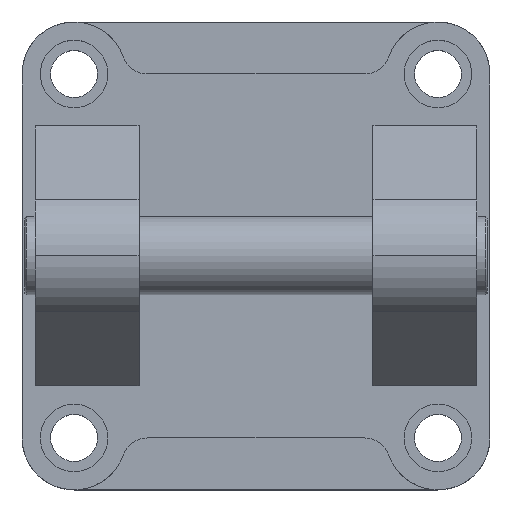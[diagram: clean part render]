
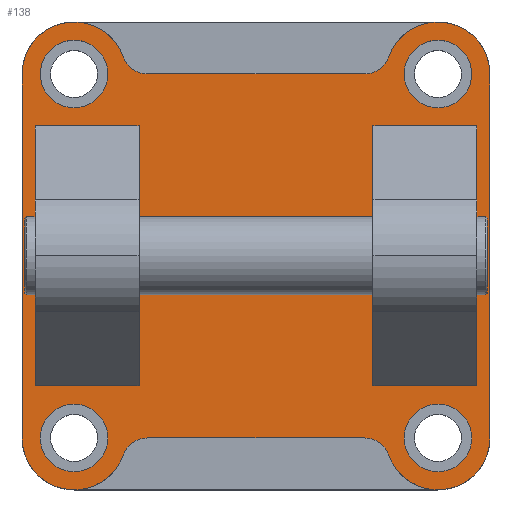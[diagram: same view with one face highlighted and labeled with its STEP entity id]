
A CAD part, top view. The second image highlights one B-rep face of the part: STEP entity #138.
In plain terms, the highlighted planar face has unit normal (0, 0, 1).
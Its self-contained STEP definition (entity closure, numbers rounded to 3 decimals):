
#138=ADVANCED_FACE('',(#275,#276,#277,#278,#279,#280,#281),#282,.T.);
#275=FACE_BOUND('',#424,.T.);
#276=FACE_BOUND('',#425,.T.);
#277=FACE_BOUND('',#426,.T.);
#278=FACE_BOUND('',#427,.T.);
#279=FACE_BOUND('',#428,.T.);
#280=FACE_BOUND('',#429,.T.);
#281=FACE_OUTER_BOUND('',#430,.T.);
#282=PLANE('',#431);
#424=EDGE_LOOP('',(#898,#899,#900,#901));
#425=EDGE_LOOP('',(#902,#903,#904,#905));
#426=EDGE_LOOP('',(#906,#907));
#427=EDGE_LOOP('',(#908,#909));
#428=EDGE_LOOP('',(#910,#911));
#429=EDGE_LOOP('',(#912,#913));
#430=EDGE_LOOP('',(#914,#915,#916,#917,#918,#919,#920,#921,#922,#923,#924,#925));
#431=AXIS2_PLACEMENT_3D('',#926,#927,#928);
#898=ORIENTED_EDGE('',*,*,#1027,.T.);
#899=ORIENTED_EDGE('',*,*,#1029,.T.);
#900=ORIENTED_EDGE('',*,*,#1022,.T.);
#901=ORIENTED_EDGE('',*,*,#1030,.T.);
#902=ORIENTED_EDGE('',*,*,#1038,.T.);
#903=ORIENTED_EDGE('',*,*,#1040,.T.);
#904=ORIENTED_EDGE('',*,*,#1033,.T.);
#905=ORIENTED_EDGE('',*,*,#1041,.T.);
#906=ORIENTED_EDGE('',*,*,#983,.T.);
#907=ORIENTED_EDGE('',*,*,#1044,.T.);
#908=ORIENTED_EDGE('',*,*,#975,.T.);
#909=ORIENTED_EDGE('',*,*,#1048,.T.);
#910=ORIENTED_EDGE('',*,*,#967,.T.);
#911=ORIENTED_EDGE('',*,*,#1052,.T.);
#912=ORIENTED_EDGE('',*,*,#959,.T.);
#913=ORIENTED_EDGE('',*,*,#1056,.T.);
#914=ORIENTED_EDGE('',*,*,#1094,.F.);
#915=ORIENTED_EDGE('',*,*,#1097,.F.);
#916=ORIENTED_EDGE('',*,*,#1107,.F.);
#917=ORIENTED_EDGE('',*,*,#1103,.F.);
#918=ORIENTED_EDGE('',*,*,#1101,.F.);
#919=ORIENTED_EDGE('',*,*,#1099,.F.);
#920=ORIENTED_EDGE('',*,*,#1079,.F.);
#921=ORIENTED_EDGE('',*,*,#1083,.F.);
#922=ORIENTED_EDGE('',*,*,#1086,.F.);
#923=ORIENTED_EDGE('',*,*,#1092,.F.);
#924=ORIENTED_EDGE('',*,*,#1098,.F.);
#925=ORIENTED_EDGE('',*,*,#1088,.F.);
#926=CARTESIAN_POINT('',(0.0,0.,20.0));
#927=DIRECTION('',(0.0,0.0,1.0));
#928=DIRECTION('',(1.0,0.0,0.0));
#959=EDGE_CURVE('',#1127,#1124,#1128,.T.);
#967=EDGE_CURVE('',#1143,#1140,#1144,.T.);
#975=EDGE_CURVE('',#1159,#1156,#1160,.T.);
#983=EDGE_CURVE('',#1175,#1172,#1176,.T.);
#1022=EDGE_CURVE('',#1238,#1240,#1242,.T.);
#1027=EDGE_CURVE('',#1250,#1248,#1251,.T.);
#1029=EDGE_CURVE('',#1248,#1238,#1253,.T.);
#1030=EDGE_CURVE('',#1240,#1250,#1254,.T.);
#1033=EDGE_CURVE('',#1255,#1257,#1259,.T.);
#1038=EDGE_CURVE('',#1267,#1265,#1268,.T.);
#1040=EDGE_CURVE('',#1265,#1255,#1270,.T.);
#1041=EDGE_CURVE('',#1257,#1267,#1271,.T.);
#1044=EDGE_CURVE('',#1172,#1175,#1274,.T.);
#1048=EDGE_CURVE('',#1156,#1159,#1278,.T.);
#1052=EDGE_CURVE('',#1140,#1143,#1282,.T.);
#1056=EDGE_CURVE('',#1124,#1127,#1286,.T.);
#1079=EDGE_CURVE('',#1324,#1326,#1327,.T.);
#1083=EDGE_CURVE('',#1331,#1324,#1333,.T.);
#1086=EDGE_CURVE('',#1336,#1331,#1338,.T.);
#1088=EDGE_CURVE('',#1339,#1341,#1342,.T.);
#1092=EDGE_CURVE('',#1345,#1336,#1347,.T.);
#1094=EDGE_CURVE('',#1348,#1339,#1350,.T.);
#1097=EDGE_CURVE('',#1353,#1348,#1355,.T.);
#1098=EDGE_CURVE('',#1341,#1345,#1356,.T.);
#1099=EDGE_CURVE('',#1326,#1357,#1358,.T.);
#1101=EDGE_CURVE('',#1357,#1360,#1361,.T.);
#1103=EDGE_CURVE('',#1360,#1363,#1364,.T.);
#1107=EDGE_CURVE('',#1363,#1353,#1369,.T.);
#1124=VERTEX_POINT('',#1390);
#1127=VERTEX_POINT('',#1394);
#1128=CIRCLE('',#1395,13.0);
#1140=VERTEX_POINT('',#1410);
#1143=VERTEX_POINT('',#1414);
#1144=CIRCLE('',#1415,13.0);
#1156=VERTEX_POINT('',#1430);
#1159=VERTEX_POINT('',#1434);
#1160=CIRCLE('',#1435,13.0);
#1172=VERTEX_POINT('',#1450);
#1175=VERTEX_POINT('',#1454);
#1176=CIRCLE('',#1455,13.0);
#1238=VERTEX_POINT('',#1532);
#1240=VERTEX_POINT('',#1535);
#1242=LINE('',#1538,#1539);
#1248=VERTEX_POINT('',#1546);
#1250=VERTEX_POINT('',#1549);
#1251=LINE('',#1550,#1551);
#1253=LINE('',#1554,#1555);
#1254=LINE('',#1556,#1557);
#1255=VERTEX_POINT('',#1558);
#1257=VERTEX_POINT('',#1561);
#1259=LINE('',#1564,#1565);
#1265=VERTEX_POINT('',#1572);
#1267=VERTEX_POINT('',#1575);
#1268=LINE('',#1576,#1577);
#1270=LINE('',#1580,#1581);
#1271=LINE('',#1582,#1583);
#1274=CIRCLE('',#1586,13.0);
#1278=CIRCLE('',#1590,13.0);
#1282=CIRCLE('',#1594,13.0);
#1286=CIRCLE('',#1598,13.0);
#1324=VERTEX_POINT('',#1646);
#1326=VERTEX_POINT('',#1649);
#1327=CIRCLE('',#1650,10.0);
#1331=VERTEX_POINT('',#1655);
#1333=CIRCLE('',#1658,20.0);
#1336=VERTEX_POINT('',#1662);
#1338=LINE('',#1665,#1666);
#1339=VERTEX_POINT('',#1667);
#1341=VERTEX_POINT('',#1670);
#1342=LINE('',#1671,#1672);
#1345=VERTEX_POINT('',#1676);
#1347=CIRCLE('',#1679,20.0);
#1348=VERTEX_POINT('',#1680);
#1350=CIRCLE('',#1683,10.0);
#1353=VERTEX_POINT('',#1686);
#1355=CIRCLE('',#1689,20.0);
#1356=CIRCLE('',#1690,10.0);
#1357=VERTEX_POINT('',#1691);
#1358=LINE('',#1692,#1693);
#1360=VERTEX_POINT('',#1696);
#1361=CIRCLE('',#1697,10.0);
#1363=VERTEX_POINT('',#1700);
#1364=CIRCLE('',#1701,20.0);
#1369=LINE('',#1708,#1709);
#1390=CARTESIAN_POINT('',(-57.0,-70.0,20.0));
#1394=CARTESIAN_POINT('',(-83.0,-70.0,20.0));
#1395=AXIS2_PLACEMENT_3D('',#1727,#1728,#1729);
#1410=CARTESIAN_POINT('',(-57.0,70.0,20.0));
#1414=CARTESIAN_POINT('',(-83.0,70.0,20.0));
#1415=AXIS2_PLACEMENT_3D('',#1743,#1744,#1745);
#1430=CARTESIAN_POINT('',(83.0,-70.0,20.0));
#1434=CARTESIAN_POINT('',(57.0,-70.0,20.0));
#1435=AXIS2_PLACEMENT_3D('',#1759,#1760,#1761);
#1450=CARTESIAN_POINT('',(83.0,70.0,20.0));
#1454=CARTESIAN_POINT('',(57.0,70.0,20.0));
#1455=AXIS2_PLACEMENT_3D('',#1775,#1776,#1777);
#1532=CARTESIAN_POINT('',(85.0,-50.0,20.0));
#1535=CARTESIAN_POINT('',(45.0,-50.0,20.0));
#1538=CARTESIAN_POINT('',(22.5,-50.0,20.0));
#1539=VECTOR('',#1858,1.0);
#1546=CARTESIAN_POINT('',(85.0,50.0,20.0));
#1549=CARTESIAN_POINT('',(45.0,50.0,20.0));
#1550=CARTESIAN_POINT('',(22.5,50.0,20.0));
#1551=VECTOR('',#1867,1.0);
#1554=CARTESIAN_POINT('',(85.0,0.,20.0));
#1555=VECTOR('',#1869,1.0);
#1556=CARTESIAN_POINT('',(45.0,0.,20.0));
#1557=VECTOR('',#1870,1.0);
#1558=CARTESIAN_POINT('',(-85.0,50.0,20.0));
#1561=CARTESIAN_POINT('',(-45.0,50.0,20.0));
#1564=CARTESIAN_POINT('',(-22.5,50.0,20.0));
#1565=VECTOR('',#1873,1.0);
#1572=CARTESIAN_POINT('',(-85.0,-50.0,20.0));
#1575=CARTESIAN_POINT('',(-45.0,-50.0,20.0));
#1576=CARTESIAN_POINT('',(-22.5,-50.0,20.0));
#1577=VECTOR('',#1882,1.0);
#1580=CARTESIAN_POINT('',(-85.0,0.0,20.0));
#1581=VECTOR('',#1884,1.0);
#1582=CARTESIAN_POINT('',(-45.0,0.0,20.0));
#1583=VECTOR('',#1885,1.0);
#1586=AXIS2_PLACEMENT_3D('',#1892,#1893,#1894);
#1590=AXIS2_PLACEMENT_3D('',#1904,#1905,#1906);
#1594=AXIS2_PLACEMENT_3D('',#1916,#1917,#1918);
#1598=AXIS2_PLACEMENT_3D('',#1928,#1929,#1930);
#1646=CARTESIAN_POINT('',(51.144,-76.667,20.0));
#1649=CARTESIAN_POINT('',(41.716,-70.0,20.0));
#1650=AXIS2_PLACEMENT_3D('',#1975,#1976,#1977);
#1655=CARTESIAN_POINT('',(90.0,-70.0,20.0));
#1658=AXIS2_PLACEMENT_3D('',#1983,#1984,#1985);
#1662=CARTESIAN_POINT('',(90.0,70.0,20.0));
#1665=CARTESIAN_POINT('',(90.0,70.0,20.0));
#1666=VECTOR('',#1988,1.0);
#1667=CARTESIAN_POINT('',(-41.716,70.0,20.0));
#1670=CARTESIAN_POINT('',(41.716,70.0,20.0));
#1671=CARTESIAN_POINT('',(-41.716,70.0,20.0));
#1672=VECTOR('',#1990,1.0);
#1676=CARTESIAN_POINT('',(51.144,76.667,20.0));
#1679=AXIS2_PLACEMENT_3D('',#1996,#1997,#1998);
#1680=CARTESIAN_POINT('',(-51.144,76.667,20.0));
#1683=AXIS2_PLACEMENT_3D('',#2000,#2001,#2002);
#1686=CARTESIAN_POINT('',(-90.0,70.0,20.0));
#1689=AXIS2_PLACEMENT_3D('',#2007,#2008,#2009);
#1690=AXIS2_PLACEMENT_3D('',#2010,#2011,#2012);
#1691=CARTESIAN_POINT('',(-41.716,-70.0,20.0));
#1692=CARTESIAN_POINT('',(41.716,-70.0,20.0));
#1693=VECTOR('',#2013,1.0);
#1696=CARTESIAN_POINT('',(-51.144,-76.667,20.0));
#1697=AXIS2_PLACEMENT_3D('',#2015,#2016,#2017);
#1700=CARTESIAN_POINT('',(-90.0,-70.0,20.0));
#1701=AXIS2_PLACEMENT_3D('',#2019,#2020,#2021);
#1708=CARTESIAN_POINT('',(-90.0,-70.0,20.0));
#1709=VECTOR('',#2027,1.0);
#1727=CARTESIAN_POINT('',(-70.0,-70.0,20.0));
#1728=DIRECTION('',(0.0,0.0,-1.0));
#1729=DIRECTION('',(1.0,0.0,0.0));
#1743=CARTESIAN_POINT('',(-70.0,70.0,20.0));
#1744=DIRECTION('',(0.0,0.0,-1.0));
#1745=DIRECTION('',(1.0,0.0,0.0));
#1759=CARTESIAN_POINT('',(70.0,-70.0,20.0));
#1760=DIRECTION('',(0.0,0.0,-1.0));
#1761=DIRECTION('',(1.0,0.0,0.0));
#1775=CARTESIAN_POINT('',(70.0,70.0,20.0));
#1776=DIRECTION('',(0.0,0.0,-1.0));
#1777=DIRECTION('',(1.0,0.0,0.0));
#1858=DIRECTION('',(-1.0,0.,0.0));
#1867=DIRECTION('',(1.0,0.,0.0));
#1869=DIRECTION('',(0.,-1.0,0.0));
#1870=DIRECTION('',(0.,1.0,-0.0));
#1873=DIRECTION('',(1.0,0.,0.0));
#1882=DIRECTION('',(-1.0,0.,0.0));
#1884=DIRECTION('',(0.0,1.0,-0.0));
#1885=DIRECTION('',(0.0,-1.0,0.0));
#1892=CARTESIAN_POINT('',(70.0,70.0,20.0));
#1893=DIRECTION('',(0.0,0.0,-1.0));
#1894=DIRECTION('',(1.0,0.0,0.0));
#1904=CARTESIAN_POINT('',(70.0,-70.0,20.0));
#1905=DIRECTION('',(0.0,0.0,-1.0));
#1906=DIRECTION('',(1.0,0.0,0.0));
#1916=CARTESIAN_POINT('',(-70.0,70.0,20.0));
#1917=DIRECTION('',(0.0,0.0,-1.0));
#1918=DIRECTION('',(1.0,0.0,0.0));
#1928=CARTESIAN_POINT('',(-70.0,-70.0,20.0));
#1929=DIRECTION('',(0.0,0.0,-1.0));
#1930=DIRECTION('',(1.0,0.0,0.0));
#1975=CARTESIAN_POINT('',(41.716,-80.0,20.0));
#1976=DIRECTION('',(0.0,0.0,1.0));
#1977=DIRECTION('',(1.0,0.0,0.0));
#1983=CARTESIAN_POINT('',(70.0,-70.0,20.0));
#1984=DIRECTION('',(0.0,0.0,-1.0));
#1985=DIRECTION('',(1.0,0.0,0.0));
#1988=DIRECTION('',(0.0,-1.0,0.0));
#1990=DIRECTION('',(1.0,0.0,0.0));
#1996=CARTESIAN_POINT('',(70.0,70.0,20.0));
#1997=DIRECTION('',(0.0,0.0,-1.0));
#1998=DIRECTION('',(1.0,0.0,0.0));
#2000=CARTESIAN_POINT('',(-41.716,80.0,20.0));
#2001=DIRECTION('',(0.0,0.0,1.0));
#2002=DIRECTION('',(1.0,0.0,0.0));
#2007=CARTESIAN_POINT('',(-70.0,70.0,20.0));
#2008=DIRECTION('',(0.0,0.0,-1.0));
#2009=DIRECTION('',(1.0,0.0,0.0));
#2010=CARTESIAN_POINT('',(41.716,80.0,20.0));
#2011=DIRECTION('',(0.0,0.0,1.0));
#2012=DIRECTION('',(1.0,0.0,0.0));
#2013=DIRECTION('',(-1.0,0.0,0.0));
#2015=CARTESIAN_POINT('',(-41.716,-80.0,20.0));
#2016=DIRECTION('',(0.0,0.0,1.0));
#2017=DIRECTION('',(1.0,0.0,0.0));
#2019=CARTESIAN_POINT('',(-70.0,-70.0,20.0));
#2020=DIRECTION('',(0.0,0.0,-1.0));
#2021=DIRECTION('',(1.0,0.0,0.0));
#2027=DIRECTION('',(0.0,1.0,0.0));
